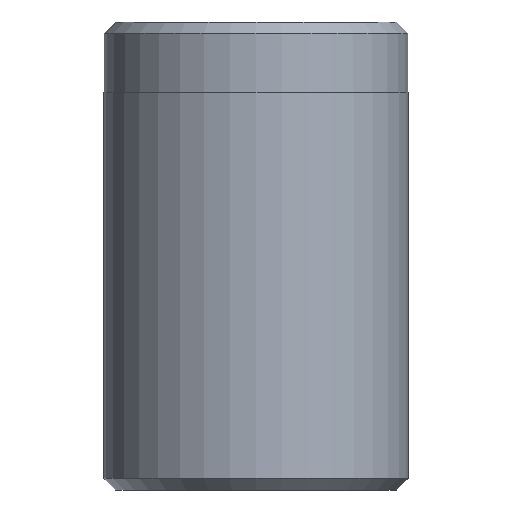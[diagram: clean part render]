
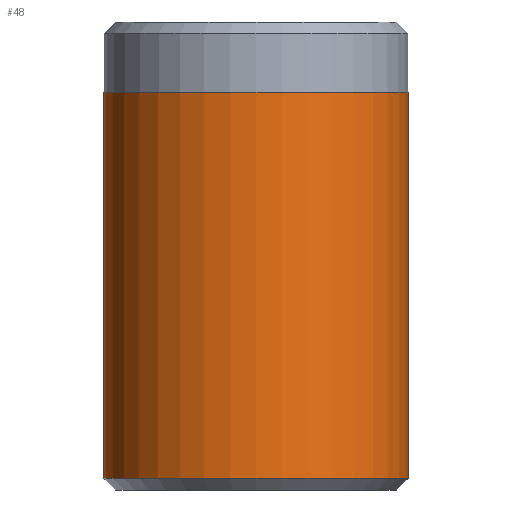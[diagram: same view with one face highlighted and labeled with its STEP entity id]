
A CAD part, front view. The second image highlights one B-rep face of the part: STEP entity #48.
In plain terms, the highlighted cylindrical face has radius 6.5 mm (diameter 13 mm), a partial arc.
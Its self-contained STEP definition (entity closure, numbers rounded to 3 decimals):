
#25 = EDGE_CURVE ( 'NONE', #544, #1631, #324, .T. ) ;
#44 = VECTOR ( 'NONE', #1404, 1000. ) ;
#48 = ADVANCED_FACE ( 'NONE', ( #1108 ), #1819, .T. ) ;
#63 = CARTESIAN_POINT ( 'NONE',  ( -6.5, 0., 20. ) ) ;
#100 = CARTESIAN_POINT ( 'NONE',  ( 6.5, 0., 20. ) ) ;
#128 = EDGE_CURVE ( 'NONE', #1280, #1800, #1569, .T. ) ;
#139 = ORIENTED_EDGE ( 'NONE', *, *, #452, .F. ) ;
#159 = AXIS2_PLACEMENT_3D ( 'NONE', #1182, #1190, #1043 ) ;
#324 = CIRCLE ( 'NONE', #159, 6.5 ) ;
#346 = CARTESIAN_POINT ( 'NONE',  ( -6.5, 0., 0.5 ) ) ;
#349 = LINE ( 'NONE', #100, #1893 ) ;
#357 = EDGE_CURVE ( 'NONE', #1280, #544, #835, .T. ) ;
#366 = DIRECTION ( 'NONE',  ( 1., 0., 0. ) ) ;
#452 = EDGE_CURVE ( 'NONE', #1800, #1631, #349, .T. ) ;
#458 = CARTESIAN_POINT ( 'NONE',  ( 0., 0., 20. ) ) ;
#473 = DIRECTION ( 'NONE',  ( -1., 0., 0. ) ) ;
#488 = DIRECTION ( 'NONE',  ( 0., 0., 1. ) ) ;
#544 = VERTEX_POINT ( 'NONE', #346 ) ;
#756 = AXIS2_PLACEMENT_3D ( 'NONE', #458, #1224, #473 ) ;
#762 = EDGE_LOOP ( 'NONE', ( #139, #1327, #972, #1373 ) ) ;
#835 = LINE ( 'NONE', #63, #44 ) ;
#972 = ORIENTED_EDGE ( 'NONE', *, *, #357, .T. ) ;
#1043 = DIRECTION ( 'NONE',  ( 1., 0., 0. ) ) ;
#1045 = AXIS2_PLACEMENT_3D ( 'NONE', #1398, #488, #366 ) ;
#1098 = CARTESIAN_POINT ( 'NONE',  ( -6.5, 0., 17. ) ) ;
#1108 = FACE_OUTER_BOUND ( 'NONE', #762, .T. ) ;
#1182 = CARTESIAN_POINT ( 'NONE',  ( 0., 0., 0.5 ) ) ;
#1190 = DIRECTION ( 'NONE',  ( 0., 0., 1. ) ) ;
#1224 = DIRECTION ( 'NONE',  ( 0., 0., -1. ) ) ;
#1280 = VERTEX_POINT ( 'NONE', #1098 ) ;
#1322 = CARTESIAN_POINT ( 'NONE',  ( 6.5, 0., 17. ) ) ;
#1327 = ORIENTED_EDGE ( 'NONE', *, *, #128, .F. ) ;
#1373 = ORIENTED_EDGE ( 'NONE', *, *, #25, .T. ) ;
#1398 = CARTESIAN_POINT ( 'NONE',  ( 0., 0., 17. ) ) ;
#1404 = DIRECTION ( 'NONE',  ( 0., 0., -1. ) ) ;
#1569 = CIRCLE ( 'NONE', #1045, 6.5 ) ;
#1631 = VERTEX_POINT ( 'NONE', #1769 ) ;
#1769 = CARTESIAN_POINT ( 'NONE',  ( 6.5, 0., 0.5 ) ) ;
#1800 = VERTEX_POINT ( 'NONE', #1322 ) ;
#1819 = CYLINDRICAL_SURFACE ( 'NONE', #756, 6.5 ) ;
#1893 = VECTOR ( 'NONE', #1897, 1000. ) ;
#1897 = DIRECTION ( 'NONE',  ( 0., 0., -1. ) ) ;
